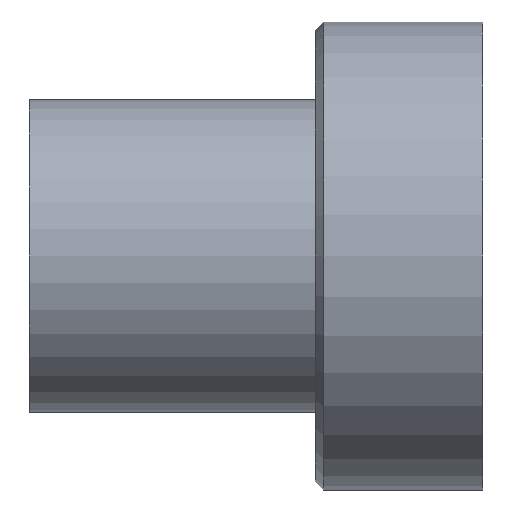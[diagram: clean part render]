
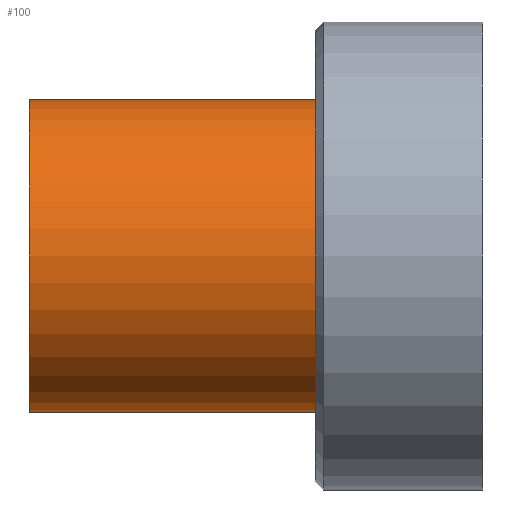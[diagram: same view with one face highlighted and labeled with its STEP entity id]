
A CAD part, front view. The second image highlights one B-rep face of the part: STEP entity #100.
In plain terms, the highlighted cylindrical face has radius 19.07 mm (diameter 38.14 mm), a partial arc.
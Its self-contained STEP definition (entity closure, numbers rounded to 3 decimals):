
#8 = CARTESIAN_POINT ( 'NONE',  ( 0., 0., 0. ) ) ;
#16 = ORIENTED_EDGE ( 'NONE', *, *, #293, .T. ) ;
#33 = CIRCLE ( 'NONE', #154, 19.07 ) ;
#51 = VERTEX_POINT ( 'NONE', #104 ) ;
#69 = DIRECTION ( 'NONE',  ( -1., 0., 0. ) ) ;
#75 = DIRECTION ( 'NONE',  ( -1., 0., 0. ) ) ;
#76 = AXIS2_PLACEMENT_3D ( 'NONE', #468, #502, #253 ) ;
#91 = ORIENTED_EDGE ( 'NONE', *, *, #115, .F. ) ;
#94 = VERTEX_POINT ( 'NONE', #470 ) ;
#100 = ADVANCED_FACE ( 'NONE', ( #231 ), #319, .T. ) ;
#104 = CARTESIAN_POINT ( 'NONE',  ( 34.89, 0., 19.07 ) ) ;
#115 = EDGE_CURVE ( 'NONE', #297, #94, #310, .T. ) ;
#116 = CARTESIAN_POINT ( 'NONE',  ( 0., 0., -19.07 ) ) ;
#117 = CARTESIAN_POINT ( 'NONE',  ( 0., 0., 19.07 ) ) ;
#133 = DIRECTION ( 'NONE',  ( -1., 0., 0. ) ) ;
#154 = AXIS2_PLACEMENT_3D ( 'NONE', #8, #133, #180 ) ;
#167 = EDGE_CURVE ( 'NONE', #297, #51, #186, .T. ) ;
#180 = DIRECTION ( 'NONE',  ( 0., 0., 1. ) ) ;
#185 = ORIENTED_EDGE ( 'NONE', *, *, #167, .T. ) ;
#186 = CIRCLE ( 'NONE', #76, 19.07 ) ;
#187 = AXIS2_PLACEMENT_3D ( 'NONE', #252, #69, #290 ) ;
#191 = VERTEX_POINT ( 'NONE', #117 ) ;
#195 = VECTOR ( 'NONE', #255, 1000. ) ;
#217 = CARTESIAN_POINT ( 'NONE',  ( 0., 0., 19.07 ) ) ;
#221 = ORIENTED_EDGE ( 'NONE', *, *, #412, .F. ) ;
#231 = FACE_OUTER_BOUND ( 'NONE', #399, .T. ) ;
#252 = CARTESIAN_POINT ( 'NONE',  ( 0., 0., 0. ) ) ;
#253 = DIRECTION ( 'NONE',  ( 0., 0., 1. ) ) ;
#255 = DIRECTION ( 'NONE',  ( -1., 0., 0. ) ) ;
#290 = DIRECTION ( 'NONE',  ( 0., 0., 1. ) ) ;
#293 = EDGE_CURVE ( 'NONE', #51, #191, #447, .T. ) ;
#297 = VERTEX_POINT ( 'NONE', #300 ) ;
#300 = CARTESIAN_POINT ( 'NONE',  ( 34.89, 0., -19.07 ) ) ;
#310 = LINE ( 'NONE', #116, #195 ) ;
#319 = CYLINDRICAL_SURFACE ( 'NONE', #187, 19.07 ) ;
#399 = EDGE_LOOP ( 'NONE', ( #91, #185, #16, #221 ) ) ;
#412 = EDGE_CURVE ( 'NONE', #94, #191, #33, .T. ) ;
#447 = LINE ( 'NONE', #217, #478 ) ;
#468 = CARTESIAN_POINT ( 'NONE',  ( 34.89, 0., 0. ) ) ;
#470 = CARTESIAN_POINT ( 'NONE',  ( 0., 0., -19.07 ) ) ;
#478 = VECTOR ( 'NONE', #75, 1000. ) ;
#502 = DIRECTION ( 'NONE',  ( -1., 0., 0. ) ) ;
